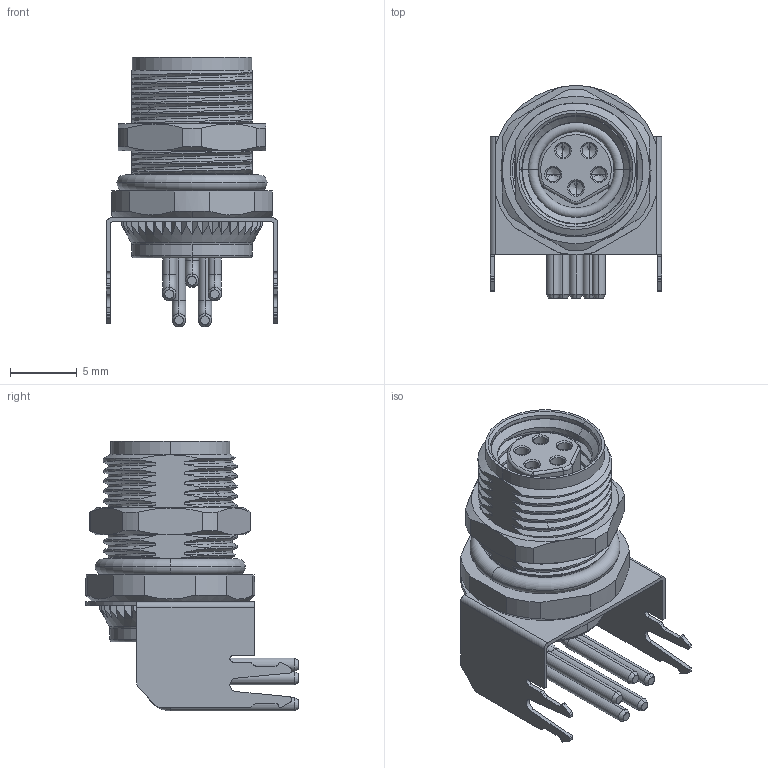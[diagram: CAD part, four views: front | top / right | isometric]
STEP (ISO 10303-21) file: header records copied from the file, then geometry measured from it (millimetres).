
FILE_DESCRIPTION((''),'2;1');
FILE_NAME('M8-FBBK05-003S_5','2025-09-17T',('gongchengVI'),(''),'PRO/ENGINEER BY PARAMETRIC TECHNOLOGY CORPORATION, 2010280','PRO/ENGINEER BY PARAMETRIC TECHNOLOGY CORPORATION, 2010280','');
FILE_SCHEMA(('CONFIG_CONTROL_DESIGN'));
Products named in the file (1): M8-FBBK05-003S_5
Bounding box: 12.8 x 15.85 x 20.15 mm (x, y, z)
Volume: 218.2 mm3; surface area: 3263.5 mm2
Topology: 1 solids, 12 shells, 838 faces, 2181 edges, 1390 vertices
Faces by surface type: plane 338, cylinder 292, cone 90, bspline 78, torus 38, sphere 2
Entity records: 45638 total; most frequent: CARTESIAN_POINT 25434, ORIENTED_EDGE 4342, DIRECTION 4062, EDGE_CURVE 2171, AXIS2_PLACEMENT_3D 1514, VERTEX_POINT 1390, VECTOR 1034, LINE 1034
